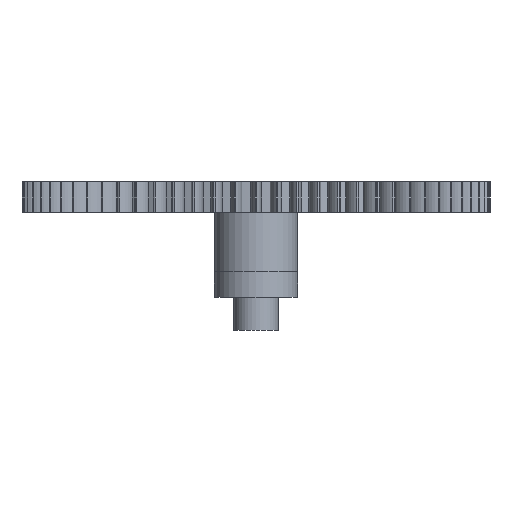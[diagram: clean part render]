
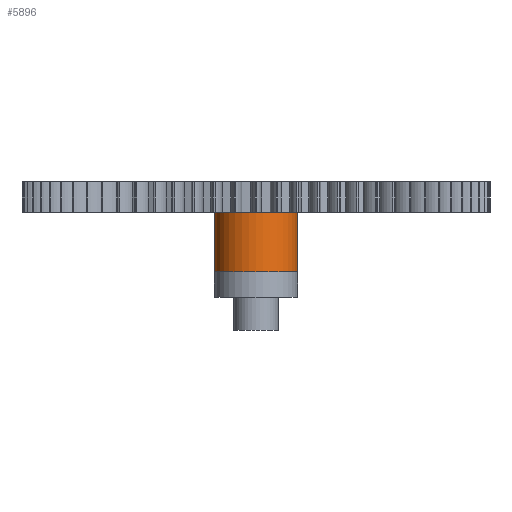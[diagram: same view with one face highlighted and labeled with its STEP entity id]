
A CAD part, front view. The second image highlights one B-rep face of the part: STEP entity #5896.
In plain terms, the highlighted cylindrical face has radius 7.5 mm (diameter 15 mm), a full revolution.
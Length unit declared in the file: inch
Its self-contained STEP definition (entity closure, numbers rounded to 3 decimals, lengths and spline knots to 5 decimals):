
#1089=FACE_BOUND($,#1442,.T.);
#1116=FACE_OUTER_BOUND($,#1441,.T.);
#1441=EDGE_LOOP($,(#3824));
#1442=EDGE_LOOP($,(#3825));
#1768=CIRCLE($,#6222,0.29528);
#1770=CIRCLE($,#6227,0.29528);
#2232=VERTEX_POINT($,#9062);
#2234=VERTEX_POINT($,#9069);
#2866=EDGE_CURVE($,#2232,#2232,#1768,.T.);
#2868=EDGE_CURVE($,#2234,#2234,#1770,.T.);
#3824=ORIENTED_EDGE($,*,*,#2866,.T.);
#3825=ORIENTED_EDGE($,*,*,#2868,.F.);
#5660=CYLINDRICAL_SURFACE($,#6226,0.29528);
#5896=ADVANCED_FACE($,(#1116,#1089),#5660,.T.);
#6222=AXIS2_PLACEMENT_3D($,#9063,#7030,#7031);
#6226=AXIS2_PLACEMENT_3D($,#9068,#7038,#7039);
#6227=AXIS2_PLACEMENT_3D($,#9070,#7040,#7041);
#7030=DIRECTION('center_axis',(0.,0.,1.));
#7031=DIRECTION('ref_axis',(1.,0.,0.));
#7038=DIRECTION('center_axis',(0.,0.,1.));
#7039=DIRECTION('ref_axis',(1.,0.,0.));
#7040=DIRECTION('center_axis',(0.,0.,1.));
#7041=DIRECTION('ref_axis',(1.,0.,0.));
#9062=CARTESIAN_POINT('',(-0.18636,1.81346,0.57736));
#9063=CARTESIAN_POINT('Origin',(0.10892,1.81346,0.57736));
#9068=CARTESIAN_POINT('Origin',(0.10892,1.81346,0.57736));
#9069=CARTESIAN_POINT('',(-0.18636,1.81346,0.99921));
#9070=CARTESIAN_POINT('Origin',(0.10892,1.81346,0.99921));
